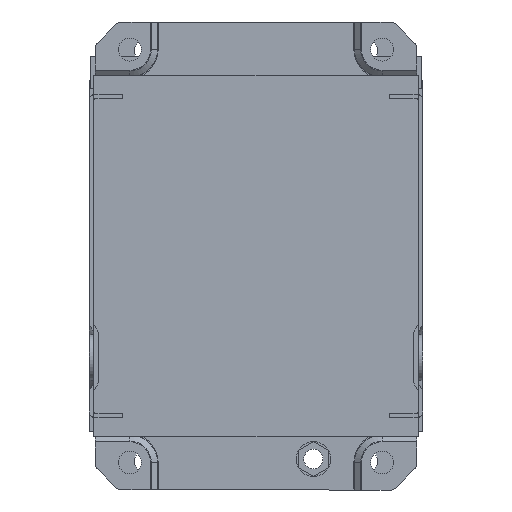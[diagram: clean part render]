
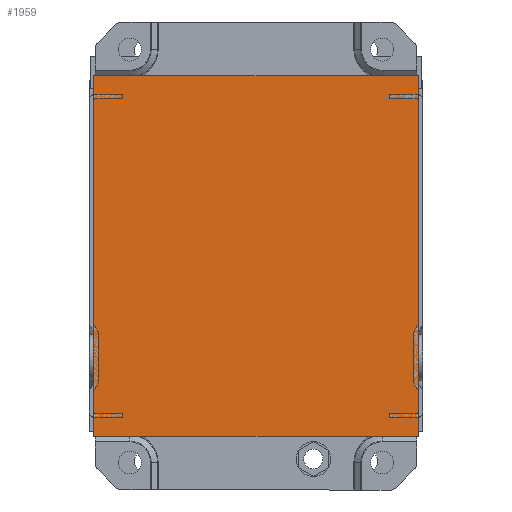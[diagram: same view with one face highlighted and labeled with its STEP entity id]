
A CAD part, front view. The second image highlights one B-rep face of the part: STEP entity #1959.
In plain terms, the highlighted planar face has unit normal (0, -1, 0).
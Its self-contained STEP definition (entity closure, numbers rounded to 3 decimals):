
#1959=ADVANCED_FACE('',(#2884),#2580,.T.);
#2580=PLANE('',#14748);
#2884=FACE_OUTER_BOUND('',#3427,.T.);
#3427=EDGE_LOOP('',(#4868,#4869,#4870,#4871));
#4868=ORIENTED_EDGE('',*,*,#10041,.T.);
#4869=ORIENTED_EDGE('',*,*,#10044,.T.);
#4870=ORIENTED_EDGE('',*,*,#10046,.T.);
#4871=ORIENTED_EDGE('',*,*,#10047,.T.);
#8245=VERTEX_POINT('',#21179);
#8246=VERTEX_POINT('',#21180);
#8247=VERTEX_POINT('',#21185);
#8248=VERTEX_POINT('',#21189);
#10041=EDGE_CURVE('',#8245,#8246,#12237,.T.);
#10044=EDGE_CURVE('',#8246,#8247,#12240,.T.);
#10046=EDGE_CURVE('',#8247,#8248,#12242,.T.);
#10047=EDGE_CURVE('',#8248,#8245,#12243,.T.);
#12237=LINE('',#21178,#13582);
#12240=LINE('',#21184,#13585);
#12242=LINE('',#21188,#13587);
#12243=LINE('',#21190,#13588);
#13582=VECTOR('',#16710,1.);
#13585=VECTOR('',#16715,1.);
#13587=VECTOR('',#16719,1.);
#13588=VECTOR('',#16720,1.);
#14748=AXIS2_PLACEMENT_3D('',#21191,#16721,#16722);
#16710=DIRECTION('',(-1.,0.,0.));
#16715=DIRECTION('',(0.,0.,-1.));
#16719=DIRECTION('',(1.,0.,0.));
#16720=DIRECTION('',(0.,0.,1.));
#16721=DIRECTION('',(0.,-1.,0.));
#16722=DIRECTION('',(-1.,0.,0.));
#21178=CARTESIAN_POINT('',(71.803,-163.349,92.194));
#21179=CARTESIAN_POINT('',(213.741,-163.349,92.194));
#21180=CARTESIAN_POINT('',(72.341,-163.349,92.194));
#21184=CARTESIAN_POINT('',(72.341,-163.349,-30.644));
#21185=CARTESIAN_POINT('',(72.341,-163.349,-64.883));
#21188=CARTESIAN_POINT('',(214.28,-163.349,-64.883));
#21189=CARTESIAN_POINT('',(213.741,-163.349,-64.883));
#21190=CARTESIAN_POINT('',(213.741,-163.349,-30.644));
#21191=CARTESIAN_POINT('',(77.566,-163.349,-55.844));
